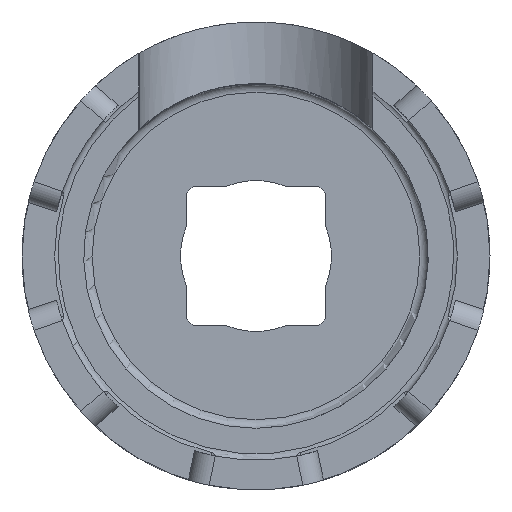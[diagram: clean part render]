
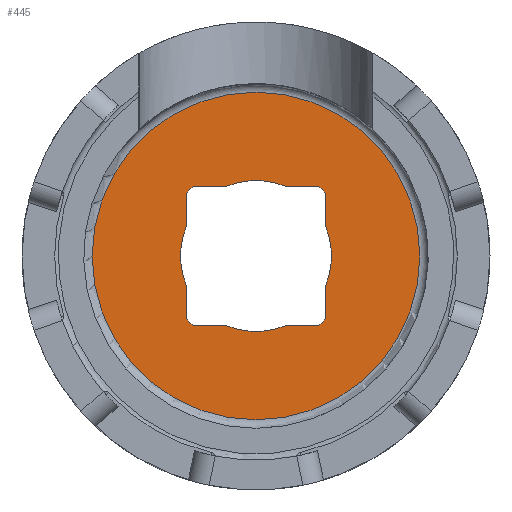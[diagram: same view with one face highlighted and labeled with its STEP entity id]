
A CAD part, left-side view. The second image highlights one B-rep face of the part: STEP entity #445.
In plain terms, the highlighted planar face has unit normal (-1, 0, 0).
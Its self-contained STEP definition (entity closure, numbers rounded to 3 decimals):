
#445 = ADVANCED_FACE( '', ( #914, #915 ), #916, .F. );
#914 = FACE_OUTER_BOUND( '', #1399, .T. );
#915 = FACE_BOUND( '', #1400, .T. );
#916 = PLANE( '', #1401 );
#1399 = EDGE_LOOP( '', ( #2718 ) );
#1400 = EDGE_LOOP( '', ( #2719, #2720, #2721, #2722, #2723, #2724, #2725, #2726, #2727, #2728, #2729, #2730, #2731, #2732, #2733, #2734 ) );
#1401 = AXIS2_PLACEMENT_3D( '', #2735, #2736, #2737 );
#2718 = ORIENTED_EDGE( '', *, *, #3511, .T. );
#2719 = ORIENTED_EDGE( '', *, *, #3517, .F. );
#2720 = ORIENTED_EDGE( '', *, *, #3520, .T. );
#2721 = ORIENTED_EDGE( '', *, *, #3402, .T. );
#2722 = ORIENTED_EDGE( '', *, *, #3107, .T. );
#2723 = ORIENTED_EDGE( '', *, *, #3438, .F. );
#2724 = ORIENTED_EDGE( '', *, *, #3521, .T. );
#2725 = ORIENTED_EDGE( '', *, *, #3444, .T. );
#2726 = ORIENTED_EDGE( '', *, *, #3522, .T. );
#2727 = ORIENTED_EDGE( '', *, *, #3425, .F. );
#2728 = ORIENTED_EDGE( '', *, *, #3100, .T. );
#2729 = ORIENTED_EDGE( '', *, *, #3319, .T. );
#2730 = ORIENTED_EDGE( '', *, *, #3316, .T. );
#2731 = ORIENTED_EDGE( '', *, *, #3448, .F. );
#2732 = ORIENTED_EDGE( '', *, *, #3308, .T. );
#2733 = ORIENTED_EDGE( '', *, *, #3369, .T. );
#2734 = ORIENTED_EDGE( '', *, *, #3383, .T. );
#2735 = CARTESIAN_POINT( '', ( -15., 0., 8.1 ) );
#2736 = DIRECTION( '', ( 1., 0., 0. ) );
#2737 = DIRECTION( '', ( 0., 0., -1. ) );
#3100 = EDGE_CURVE( '', #3786, #3794, #3796, .T. );
#3107 = EDGE_CURVE( '', #3798, #3807, #3809, .T. );
#3308 = EDGE_CURVE( '', #4119, #4123, #4125, .T. );
#3316 = EDGE_CURVE( '', #4131, #4135, #4137, .T. );
#3319 = EDGE_CURVE( '', #3794, #4131, #4140, .T. );
#3369 = EDGE_CURVE( '', #4123, #4204, #4206, .T. );
#3383 = EDGE_CURVE( '', #4204, #4222, #4224, .T. );
#3402 = EDGE_CURVE( '', #4243, #3798, #4247, .T. );
#3425 = EDGE_CURVE( '', #3786, #4273, #4274, .T. );
#3438 = EDGE_CURVE( '', #4287, #3807, #4288, .T. );
#3444 = EDGE_CURVE( '', #4291, #4296, #4298, .T. );
#3448 = EDGE_CURVE( '', #4119, #4135, #4302, .T. );
#3511 = EDGE_CURVE( '', #4377, #4377, #4378, .F. );
#3517 = EDGE_CURVE( '', #4385, #4222, #4386, .T. );
#3520 = EDGE_CURVE( '', #4385, #4243, #4389, .T. );
#3521 = EDGE_CURVE( '', #4287, #4291, #4390, .T. );
#3522 = EDGE_CURVE( '', #4296, #4273, #4391, .T. );
#3786 = VERTEX_POINT( '', #4790 );
#3794 = VERTEX_POINT( '', #4824 );
#3796 = LINE( '', #4827, #4828 );
#3798 = VERTEX_POINT( '', #4830 );
#3807 = VERTEX_POINT( '', #4865 );
#3809 = LINE( '', #4868, #4869 );
#4119 = VERTEX_POINT( '', #5806 );
#4123 = VERTEX_POINT( '', #5822 );
#4125 = LINE( '', #5825, #5826 );
#4131 = VERTEX_POINT( '', #5834 );
#4135 = VERTEX_POINT( '', #5850 );
#4137 = LINE( '', #5853, #5854 );
#4140 = LINE( '', #5860, #5861 );
#4204 = VERTEX_POINT( '', #6022 );
#4206 = LINE( '', #6025, #6026 );
#4222 = VERTEX_POINT( '', #6061 );
#4224 = LINE( '', #6064, #6065 );
#4243 = VERTEX_POINT( '', #6092 );
#4247 = LINE( '', #6100, #6101 );
#4273 = VERTEX_POINT( '', #6151 );
#4274 = CIRCLE( '', #6152, 3.55 );
#4287 = VERTEX_POINT( '', #6173 );
#4288 = CIRCLE( '', #6174, 3.55 );
#4291 = VERTEX_POINT( '', #6178 );
#4296 = VERTEX_POINT( '', #6187 );
#4298 = LINE( '', #6190, #6191 );
#4302 = CIRCLE( '', #6195, 3.55 );
#4377 = VERTEX_POINT( '', #6411 );
#4378 = CIRCLE( '', #6412, 7.7 );
#4385 = VERTEX_POINT( '', #6420 );
#4386 = CIRCLE( '', #6421, 3.55 );
#4389 = LINE( '', #6425, #6426 );
#4390 = LINE( '', #6427, #6428 );
#4391 = LINE( '', #6429, #6430 );
#4790 = CARTESIAN_POINT( '', ( -15., 3.275, 1.37 ) );
#4824 = CARTESIAN_POINT( '', ( -15., 3.275, 2.948 ) );
#4827 = CARTESIAN_POINT( '', ( -15., 3.275, 8.1 ) );
#4828 = VECTOR( '', #6658, 1000. );
#4830 = CARTESIAN_POINT( '', ( -15., -2.948, -3.275 ) );
#4865 = CARTESIAN_POINT( '', ( -15., -1.37, -3.275 ) );
#4868 = CARTESIAN_POINT( '', ( -15., 0., -3.275 ) );
#4869 = VECTOR( '', #6662, 1000. );
#5806 = CARTESIAN_POINT( '', ( -15., -1.37, 3.275 ) );
#5822 = CARTESIAN_POINT( '', ( -15., -2.948, 3.275 ) );
#5825 = CARTESIAN_POINT( '', ( -15., 0., 3.275 ) );
#5826 = VECTOR( '', #6879, 1000. );
#5834 = CARTESIAN_POINT( '', ( -15., 2.948, 3.275 ) );
#5850 = CARTESIAN_POINT( '', ( -15., 1.37, 3.275 ) );
#5853 = CARTESIAN_POINT( '', ( -15., 0., 3.275 ) );
#5854 = VECTOR( '', #6884, 1000. );
#5860 = CARTESIAN_POINT( '', ( -15., -0.939, 7.161 ) );
#5861 = VECTOR( '', #6885, 1000. );
#6022 = CARTESIAN_POINT( '', ( -15., -3.275, 2.948 ) );
#6025 = CARTESIAN_POINT( '', ( -15., 0.939, 7.161 ) );
#6026 = VECTOR( '', #6930, 1000. );
#6061 = CARTESIAN_POINT( '', ( -15., -3.275, 1.37 ) );
#6064 = CARTESIAN_POINT( '', ( -15., -3.275, 8.1 ) );
#6065 = VECTOR( '', #6940, 1000. );
#6092 = CARTESIAN_POINT( '', ( -15., -3.275, -2.948 ) );
#6100 = CARTESIAN_POINT( '', ( -15., -7.161, 0.939 ) );
#6101 = VECTOR( '', #6953, 1000. );
#6151 = CARTESIAN_POINT( '', ( -15., 3.275, -1.37 ) );
#6152 = AXIS2_PLACEMENT_3D( '', #6974, #6975, #6976 );
#6173 = CARTESIAN_POINT( '', ( -15., 1.37, -3.275 ) );
#6174 = AXIS2_PLACEMENT_3D( '', #6982, #6983, #6984 );
#6178 = CARTESIAN_POINT( '', ( -15., 2.948, -3.275 ) );
#6187 = CARTESIAN_POINT( '', ( -15., 3.275, -2.948 ) );
#6190 = CARTESIAN_POINT( '', ( -15., 7.161, 0.939 ) );
#6191 = VECTOR( '', #6988, 1000. );
#6195 = AXIS2_PLACEMENT_3D( '', #6992, #6993, #6994 );
#6411 = CARTESIAN_POINT( '', ( -15., 0., -7.7 ) );
#6412 = AXIS2_PLACEMENT_3D( '', #7037, #7038, #7039 );
#6420 = CARTESIAN_POINT( '', ( -15., -3.275, -1.37 ) );
#6421 = AXIS2_PLACEMENT_3D( '', #7044, #7045, #7046 );
#6425 = CARTESIAN_POINT( '', ( -15., -3.275, 8.1 ) );
#6426 = VECTOR( '', #7048, 1000. );
#6427 = CARTESIAN_POINT( '', ( -15., 0., -3.275 ) );
#6428 = VECTOR( '', #7049, 1000. );
#6429 = CARTESIAN_POINT( '', ( -15., 3.275, 8.1 ) );
#6430 = VECTOR( '', #7050, 1000. );
#6658 = DIRECTION( '', ( 0., 0., 1. ) );
#6662 = DIRECTION( '', ( 0., 1., 0. ) );
#6879 = DIRECTION( '', ( 0., -1., 0. ) );
#6884 = DIRECTION( '', ( 0., -1., 0. ) );
#6885 = DIRECTION( '', ( 0., -0.707, 0.707 ) );
#6930 = DIRECTION( '', ( 0., -0.707, -0.707 ) );
#6940 = DIRECTION( '', ( 0., 0., -1. ) );
#6953 = DIRECTION( '', ( 0., 0.707, -0.707 ) );
#6974 = CARTESIAN_POINT( '', ( -15., 0., 0. ) );
#6975 = DIRECTION( '', ( -1., 0., 0. ) );
#6976 = DIRECTION( '', ( 0., 0., 1. ) );
#6982 = CARTESIAN_POINT( '', ( -15., 0., 0. ) );
#6983 = DIRECTION( '', ( -1., 0., 0. ) );
#6984 = DIRECTION( '', ( 0., 0., 1. ) );
#6988 = DIRECTION( '', ( 0., 0.707, 0.707 ) );
#6992 = CARTESIAN_POINT( '', ( -15., 0., 0. ) );
#6993 = DIRECTION( '', ( -1., 0., 0. ) );
#6994 = DIRECTION( '', ( 0., 0., 1. ) );
#7037 = CARTESIAN_POINT( '', ( -15., 0., 0. ) );
#7038 = DIRECTION( '', ( 1., 0., 0. ) );
#7039 = DIRECTION( '', ( 0., 0., -1. ) );
#7044 = CARTESIAN_POINT( '', ( -15., 0., 0. ) );
#7045 = DIRECTION( '', ( -1., 0., 0. ) );
#7046 = DIRECTION( '', ( 0., 0., 1. ) );
#7048 = DIRECTION( '', ( 0., 0., -1. ) );
#7049 = DIRECTION( '', ( 0., 1., 0. ) );
#7050 = DIRECTION( '', ( 0., 0., 1. ) );
